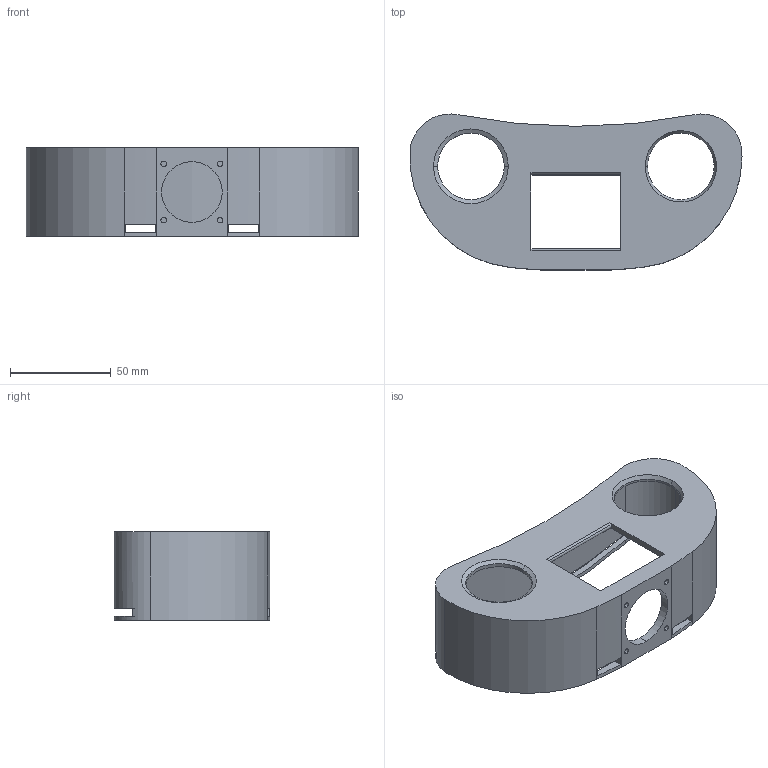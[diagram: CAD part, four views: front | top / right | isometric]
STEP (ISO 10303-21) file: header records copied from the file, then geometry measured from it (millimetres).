
FILE_DESCRIPTION (( 'STEP AP203' ), '1' );
FILE_NAME ('P20_Head_Default.step', '2020-03-06T13:28:46', ( '' ), ( '' ), 'SwSTEP 2.0', 'SolidWorks 2018', '' );
FILE_SCHEMA (( 'CONFIG_CONTROL_DESIGN' ));
Length unit declared in the file: millimetre
Products named in the file (1): P20_Head_Default
Bounding box: 164.46 x 77.21 x 44 mm (x, y, z)
Volume: 69360.4 mm3; surface area: 49305.3 mm2
Topology: 1 solids, 1 shells, 109 faces, 271 edges, 171 vertices
Faces by surface type: cylinder 59, plane 32, torus 10, cone 8
Entity records: 3407 total; most frequent: DIRECTION 628, CARTESIAN_POINT 584, ORIENTED_EDGE 534, EDGE_CURVE 267, AXIS2_PLACEMENT_3D 255, VERTEX_POINT 171, CIRCLE 145, EDGE_LOOP 142
